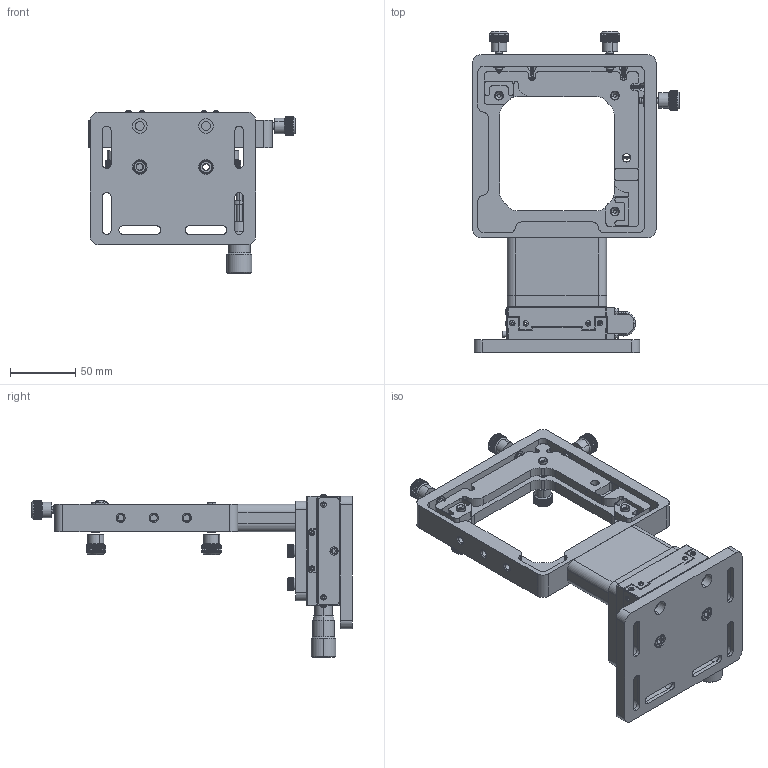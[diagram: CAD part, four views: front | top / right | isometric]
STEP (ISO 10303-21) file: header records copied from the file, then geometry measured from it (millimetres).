
FILE_DESCRIPTION (( 'STEP AP214' ), '1' );
FILE_NAME ('FP3-Z-H600-02_B.STEP', '2023-03-20T17:02:19', ( '' ), ( '' ), 'SwSTEP 2.0', 'SolidWorks 2020', '' );
FILE_SCHEMA (( 'AUTOMOTIVE_DESIGN' ));
Length unit declared in the file: inch
Products named in the file (1): FP3-Z-H600-02_B
Bounding box: 158.23 x 246.15 x 124.79 mm (x, y, z)
Surface area: 152435.8 mm2 (no closed solid volume)
Topology: 0 solids, 86 shells, 1733 faces, 7485 edges, 5391 vertices
Faces by surface type: plane 1076, cylinder 416, cone 183, bspline 34, torus 24
Entity records: 108543 total; most frequent: CARTESIAN_POINT 27289, DIRECTION 11727, ORIENTED_EDGE 11625, EDGE_CURVE 7485, VERTEX_POINT 5391, AXIS2_PLACEMENT_3D 4121, LINE 3485, VECTOR 3485
